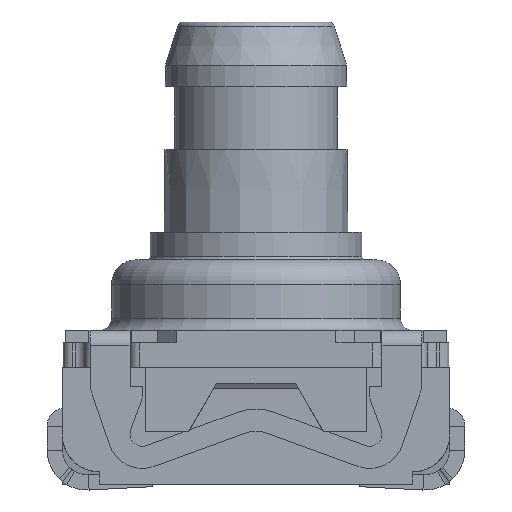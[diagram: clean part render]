
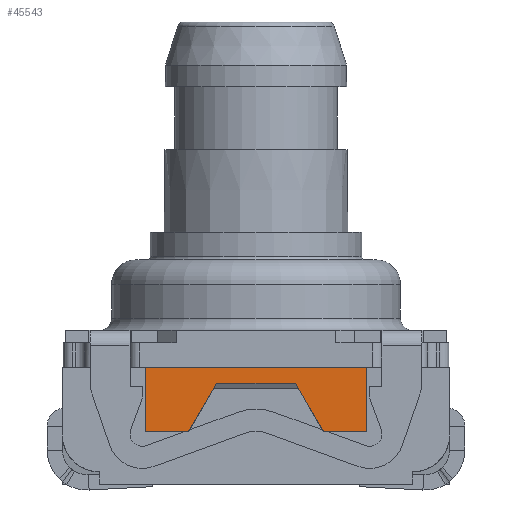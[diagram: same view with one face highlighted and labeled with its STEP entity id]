
A CAD part, front view. The second image highlights one B-rep face of the part: STEP entity #45543.
In plain terms, the highlighted planar face has unit normal (0, -1, 0).
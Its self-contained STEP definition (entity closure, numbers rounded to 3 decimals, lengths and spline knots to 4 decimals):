
#1700 = PLANE('',#1701);
#1701 = AXIS2_PLACEMENT_3D('',#1702,#1703,#1704);
#1702 = CARTESIAN_POINT('',(-1.8,-3.1778,1.9956));
#1703 = DIRECTION('',(-1.,0.,0.));
#1704 = DIRECTION('',(0.,1.,0.));
#2834 = PLANE('',#2835);
#2835 = AXIS2_PLACEMENT_3D('',#2836,#2837,#2838);
#2836 = CARTESIAN_POINT('',(1.8,-2.8278,1.9956));
#2837 = DIRECTION('',(1.,0.,0.));
#2838 = DIRECTION('',(0.,-1.,0.));
#6713 = PLANE('',#6714);
#6714 = AXIS2_PLACEMENT_3D('',#6715,#6716,#6717);
#6715 = CARTESIAN_POINT('',(3.78,-2.8278,1.0393));
#6716 = DIRECTION('',(0.,-0.259,0.966));
#6717 = DIRECTION('',(0.,-0.966,-0.259));
#6741 = PLANE('',#6742);
#6742 = AXIS2_PLACEMENT_3D('',#6743,#6744,#6745);
#6743 = CARTESIAN_POINT('',(-0.6959,-3.1778,
    1.6456));
#6744 = DIRECTION('',(-0.866,0.,0.5));
#6745 = DIRECTION('',(-0.5,0.,-0.866));
#6769 = PLANE('',#6770);
#6770 = AXIS2_PLACEMENT_3D('',#6771,#6772,#6773);
#6771 = CARTESIAN_POINT('',(1.8135,-2.8278,
    1.6456));
#6772 = DIRECTION('',(0.,0.259,0.966));
#6773 = DIRECTION('',(1.,0.,0.));
#6797 = PLANE('',#6798);
#6798 = AXIS2_PLACEMENT_3D('',#6799,#6800,#6801);
#6799 = CARTESIAN_POINT('',(1.1,-3.1778,0.9456));
#6800 = DIRECTION('',(0.866,0.,0.5));
#6801 = DIRECTION('',(-0.5,0.,0.866));
#6825 = PLANE('',#6826);
#6826 = AXIS2_PLACEMENT_3D('',#6827,#6828,#6829);
#6827 = CARTESIAN_POINT('',(3.78,-2.8278,1.0393));
#6828 = DIRECTION('',(0.,-0.259,0.966));
#6829 = DIRECTION('',(0.,-0.966,-0.259));
#7123 = VERTEX_POINT('',#7124);
#7124 = CARTESIAN_POINT('',(-1.8,-3.1778,1.9956));
#7138 = PLANE('',#7139);
#7139 = AXIS2_PLACEMENT_3D('',#7140,#7141,#7142);
#7140 = CARTESIAN_POINT('',(0.,-0.0278,1.9956)
  );
#7141 = DIRECTION('',(0.,0.,-1.));
#7142 = DIRECTION('',(1.,0.,0.));
#7150 = EDGE_CURVE('',#7123,#7151,#7153,.T.);
#7151 = VERTEX_POINT('',#7152);
#7152 = CARTESIAN_POINT('',(-1.8,-3.1778,0.9456));
#7153 = SURFACE_CURVE('',#7154,(#7158,#7165),.PCURVE_S1.);
#7154 = LINE('',#7155,#7156);
#7155 = CARTESIAN_POINT('',(-1.8,-3.1778,1.9956));
#7156 = VECTOR('',#7157,1.);
#7157 = DIRECTION('',(0.,0.,-1.));
#7158 = PCURVE('',#1700,#7159);
#7159 = DEFINITIONAL_REPRESENTATION('',(#7160),#7164);
#7160 = LINE('',#7161,#7162);
#7161 = CARTESIAN_POINT('',(0.,0.));
#7162 = VECTOR('',#7163,1.);
#7163 = DIRECTION('',(0.,1.));
#7164 = ( GEOMETRIC_REPRESENTATION_CONTEXT(2) 
PARAMETRIC_REPRESENTATION_CONTEXT() REPRESENTATION_CONTEXT('2D SPACE',''
  ) );
#7165 = PCURVE('',#7166,#7171);
#7166 = PLANE('',#7167);
#7167 = AXIS2_PLACEMENT_3D('',#7168,#7169,#7170);
#7168 = CARTESIAN_POINT('',(1.8,-3.1778,1.9956));
#7169 = DIRECTION('',(0.,-1.,0.));
#7170 = DIRECTION('',(-1.,0.,0.));
#7171 = DEFINITIONAL_REPRESENTATION('',(#7172),#7176);
#7172 = LINE('',#7173,#7174);
#7173 = CARTESIAN_POINT('',(3.6,0.));
#7174 = VECTOR('',#7175,1.);
#7175 = DIRECTION('',(0.,1.));
#7176 = ( GEOMETRIC_REPRESENTATION_CONTEXT(2) 
PARAMETRIC_REPRESENTATION_CONTEXT() REPRESENTATION_CONTEXT('2D SPACE',''
  ) );
#7225 = VERTEX_POINT('',#7226);
#7226 = CARTESIAN_POINT('',(1.8,-3.1778,1.9956));
#7247 = EDGE_CURVE('',#7225,#7123,#7248,.T.);
#7248 = SURFACE_CURVE('',#7249,(#7253,#7260),.PCURVE_S1.);
#7249 = LINE('',#7250,#7251);
#7250 = CARTESIAN_POINT('',(1.8,-3.1778,1.9956));
#7251 = VECTOR('',#7252,1.);
#7252 = DIRECTION('',(-1.,0.,0.));
#7253 = PCURVE('',#7138,#7254);
#7254 = DEFINITIONAL_REPRESENTATION('',(#7255),#7259);
#7255 = LINE('',#7256,#7257);
#7256 = CARTESIAN_POINT('',(1.8,3.15));
#7257 = VECTOR('',#7258,1.);
#7258 = DIRECTION('',(-1.,0.));
#7259 = ( GEOMETRIC_REPRESENTATION_CONTEXT(2) 
PARAMETRIC_REPRESENTATION_CONTEXT() REPRESENTATION_CONTEXT('2D SPACE',''
  ) );
#7260 = PCURVE('',#7166,#7261);
#7261 = DEFINITIONAL_REPRESENTATION('',(#7262),#7266);
#7262 = LINE('',#7263,#7264);
#7263 = CARTESIAN_POINT('',(0.,0.));
#7264 = VECTOR('',#7265,1.);
#7265 = DIRECTION('',(1.,0.));
#7266 = ( GEOMETRIC_REPRESENTATION_CONTEXT(2) 
PARAMETRIC_REPRESENTATION_CONTEXT() REPRESENTATION_CONTEXT('2D SPACE',''
  ) );
#45304 = VERTEX_POINT('',#45305);
#45305 = CARTESIAN_POINT('',(1.8,-3.1778,0.9456));
#45326 = EDGE_CURVE('',#7225,#45304,#45327,.T.);
#45327 = SURFACE_CURVE('',#45328,(#45332,#45339),.PCURVE_S1.);
#45328 = LINE('',#45329,#45330);
#45329 = CARTESIAN_POINT('',(1.8,-3.1778,1.9956));
#45330 = VECTOR('',#45331,1.);
#45331 = DIRECTION('',(0.,0.,-1.));
#45332 = PCURVE('',#2834,#45333);
#45333 = DEFINITIONAL_REPRESENTATION('',(#45334),#45338);
#45334 = LINE('',#45335,#45336);
#45335 = CARTESIAN_POINT('',(0.35,0.));
#45336 = VECTOR('',#45337,1.);
#45337 = DIRECTION('',(0.,1.));
#45338 = ( GEOMETRIC_REPRESENTATION_CONTEXT(2) 
PARAMETRIC_REPRESENTATION_CONTEXT() REPRESENTATION_CONTEXT('2D SPACE',''
  ) );
#45339 = PCURVE('',#7166,#45340);
#45340 = DEFINITIONAL_REPRESENTATION('',(#45341),#45345);
#45341 = LINE('',#45342,#45343);
#45342 = CARTESIAN_POINT('',(0.,0.));
#45343 = VECTOR('',#45344,1.);
#45344 = DIRECTION('',(0.,1.));
#45345 = ( GEOMETRIC_REPRESENTATION_CONTEXT(2) 
PARAMETRIC_REPRESENTATION_CONTEXT() REPRESENTATION_CONTEXT('2D SPACE',''
  ) );
#45354 = VERTEX_POINT('',#45355);
#45355 = CARTESIAN_POINT('',(1.1,-3.1778,0.9456));
#45376 = EDGE_CURVE('',#45304,#45354,#45377,.T.);
#45377 = SURFACE_CURVE('',#45378,(#45382,#45389),.PCURVE_S1.);
#45378 = LINE('',#45379,#45380);
#45379 = CARTESIAN_POINT('',(1.8,-3.1778,0.9456));
#45380 = VECTOR('',#45381,1.);
#45381 = DIRECTION('',(-1.,0.,0.));
#45382 = PCURVE('',#6825,#45383);
#45383 = DEFINITIONAL_REPRESENTATION('',(#45384),#45388);
#45384 = LINE('',#45385,#45386);
#45385 = CARTESIAN_POINT('',(0.362,-1.98));
#45386 = VECTOR('',#45387,1.);
#45387 = DIRECTION('',(0.,-1.));
#45388 = ( GEOMETRIC_REPRESENTATION_CONTEXT(2) 
PARAMETRIC_REPRESENTATION_CONTEXT() REPRESENTATION_CONTEXT('2D SPACE',''
  ) );
#45389 = PCURVE('',#7166,#45390);
#45390 = DEFINITIONAL_REPRESENTATION('',(#45391),#45395);
#45391 = LINE('',#45392,#45393);
#45392 = CARTESIAN_POINT('',(0.,1.05));
#45393 = VECTOR('',#45394,1.);
#45394 = DIRECTION('',(1.,0.));
#45395 = ( GEOMETRIC_REPRESENTATION_CONTEXT(2) 
PARAMETRIC_REPRESENTATION_CONTEXT() REPRESENTATION_CONTEXT('2D SPACE',''
  ) );
#45402 = VERTEX_POINT('',#45403);
#45403 = CARTESIAN_POINT('',(0.6417,-3.1778,
    1.7393));
#45424 = EDGE_CURVE('',#45402,#45354,#45425,.T.);
#45425 = SURFACE_CURVE('',#45426,(#45430,#45437),.PCURVE_S1.);
#45426 = LINE('',#45427,#45428);
#45427 = CARTESIAN_POINT('',(0.6417,-3.1778,
    1.7393));
#45428 = VECTOR('',#45429,1.);
#45429 = DIRECTION('',(0.5,0.,-0.866));
#45430 = PCURVE('',#6797,#45431);
#45431 = DEFINITIONAL_REPRESENTATION('',(#45432),#45436);
#45432 = LINE('',#45433,#45434);
#45433 = CARTESIAN_POINT('',(0.917,0.));
#45434 = VECTOR('',#45435,1.);
#45435 = DIRECTION('',(-1.,0.));
#45436 = ( GEOMETRIC_REPRESENTATION_CONTEXT(2) 
PARAMETRIC_REPRESENTATION_CONTEXT() REPRESENTATION_CONTEXT('2D SPACE',''
  ) );
#45437 = PCURVE('',#7166,#45438);
#45438 = DEFINITIONAL_REPRESENTATION('',(#45439),#45443);
#45439 = LINE('',#45440,#45441);
#45440 = CARTESIAN_POINT('',(1.158,0.256));
#45441 = VECTOR('',#45442,1.);
#45442 = DIRECTION('',(-0.5,0.866));
#45443 = ( GEOMETRIC_REPRESENTATION_CONTEXT(2) 
PARAMETRIC_REPRESENTATION_CONTEXT() REPRESENTATION_CONTEXT('2D SPACE',''
  ) );
#45451 = VERTEX_POINT('',#45452);
#45452 = CARTESIAN_POINT('',(-0.6417,-3.1778,
    1.7393));
#45473 = EDGE_CURVE('',#45451,#45402,#45474,.T.);
#45474 = SURFACE_CURVE('',#45475,(#45479,#45486),.PCURVE_S1.);
#45475 = LINE('',#45476,#45477);
#45476 = CARTESIAN_POINT('',(-0.6417,-3.1778,
    1.7393));
#45477 = VECTOR('',#45478,1.);
#45478 = DIRECTION('',(1.,0.,0.));
#45479 = PCURVE('',#6769,#45480);
#45480 = DEFINITIONAL_REPRESENTATION('',(#45481),#45485);
#45481 = LINE('',#45482,#45483);
#45482 = CARTESIAN_POINT('',(-2.455,-0.362));
#45483 = VECTOR('',#45484,1.);
#45484 = DIRECTION('',(1.,0.));
#45485 = ( GEOMETRIC_REPRESENTATION_CONTEXT(2) 
PARAMETRIC_REPRESENTATION_CONTEXT() REPRESENTATION_CONTEXT('2D SPACE',''
  ) );
#45486 = PCURVE('',#7166,#45487);
#45487 = DEFINITIONAL_REPRESENTATION('',(#45488),#45492);
#45488 = LINE('',#45489,#45490);
#45489 = CARTESIAN_POINT('',(2.442,0.256));
#45490 = VECTOR('',#45491,1.);
#45491 = DIRECTION('',(-1.,0.));
#45492 = ( GEOMETRIC_REPRESENTATION_CONTEXT(2) 
PARAMETRIC_REPRESENTATION_CONTEXT() REPRESENTATION_CONTEXT('2D SPACE',''
  ) );
#45498 = EDGE_CURVE('',#45499,#45451,#45501,.T.);
#45499 = VERTEX_POINT('',#45500);
#45500 = CARTESIAN_POINT('',(-1.1,-3.1778,0.9456));
#45501 = SURFACE_CURVE('',#45502,(#45506,#45513),.PCURVE_S1.);
#45502 = LINE('',#45503,#45504);
#45503 = CARTESIAN_POINT('',(-1.1,-3.1778,0.9456));
#45504 = VECTOR('',#45505,1.);
#45505 = DIRECTION('',(0.5,0.,0.866));
#45506 = PCURVE('',#6741,#45507);
#45507 = DEFINITIONAL_REPRESENTATION('',(#45508),#45512);
#45508 = LINE('',#45509,#45510);
#45509 = CARTESIAN_POINT('',(0.808,0.));
#45510 = VECTOR('',#45511,1.);
#45511 = DIRECTION('',(-1.,0.));
#45512 = ( GEOMETRIC_REPRESENTATION_CONTEXT(2) 
PARAMETRIC_REPRESENTATION_CONTEXT() REPRESENTATION_CONTEXT('2D SPACE',''
  ) );
#45513 = PCURVE('',#7166,#45514);
#45514 = DEFINITIONAL_REPRESENTATION('',(#45515),#45519);
#45515 = LINE('',#45516,#45517);
#45516 = CARTESIAN_POINT('',(2.9,1.05));
#45517 = VECTOR('',#45518,1.);
#45518 = DIRECTION('',(-0.5,-0.866));
#45519 = ( GEOMETRIC_REPRESENTATION_CONTEXT(2) 
PARAMETRIC_REPRESENTATION_CONTEXT() REPRESENTATION_CONTEXT('2D SPACE',''
  ) );
#45543 = ADVANCED_FACE('',(#45544),#7166,.T.);
#45544 = FACE_BOUND('',#45545,.F.);
#45545 = EDGE_LOOP('',(#45546,#45547,#45548,#45569,#45570,#45571,#45572,
    #45573));
#45546 = ORIENTED_EDGE('',*,*,#45473,.F.);
#45547 = ORIENTED_EDGE('',*,*,#45498,.F.);
#45548 = ORIENTED_EDGE('',*,*,#45549,.T.);
#45549 = EDGE_CURVE('',#45499,#7151,#45550,.T.);
#45550 = SURFACE_CURVE('',#45551,(#45555,#45562),.PCURVE_S1.);
#45551 = LINE('',#45552,#45553);
#45552 = CARTESIAN_POINT('',(-1.1,-3.1778,0.9456));
#45553 = VECTOR('',#45554,1.);
#45554 = DIRECTION('',(-1.,0.,0.));
#45555 = PCURVE('',#7166,#45556);
#45556 = DEFINITIONAL_REPRESENTATION('',(#45557),#45561);
#45557 = LINE('',#45558,#45559);
#45558 = CARTESIAN_POINT('',(2.9,1.05));
#45559 = VECTOR('',#45560,1.);
#45560 = DIRECTION('',(1.,0.));
#45561 = ( GEOMETRIC_REPRESENTATION_CONTEXT(2) 
PARAMETRIC_REPRESENTATION_CONTEXT() REPRESENTATION_CONTEXT('2D SPACE',''
  ) );
#45562 = PCURVE('',#6713,#45563);
#45563 = DEFINITIONAL_REPRESENTATION('',(#45564),#45568);
#45564 = LINE('',#45565,#45566);
#45565 = CARTESIAN_POINT('',(0.362,-4.88));
#45566 = VECTOR('',#45567,1.);
#45567 = DIRECTION('',(0.,-1.));
#45568 = ( GEOMETRIC_REPRESENTATION_CONTEXT(2) 
PARAMETRIC_REPRESENTATION_CONTEXT() REPRESENTATION_CONTEXT('2D SPACE',''
  ) );
#45569 = ORIENTED_EDGE('',*,*,#7150,.F.);
#45570 = ORIENTED_EDGE('',*,*,#7247,.F.);
#45571 = ORIENTED_EDGE('',*,*,#45326,.T.);
#45572 = ORIENTED_EDGE('',*,*,#45376,.T.);
#45573 = ORIENTED_EDGE('',*,*,#45424,.F.);
